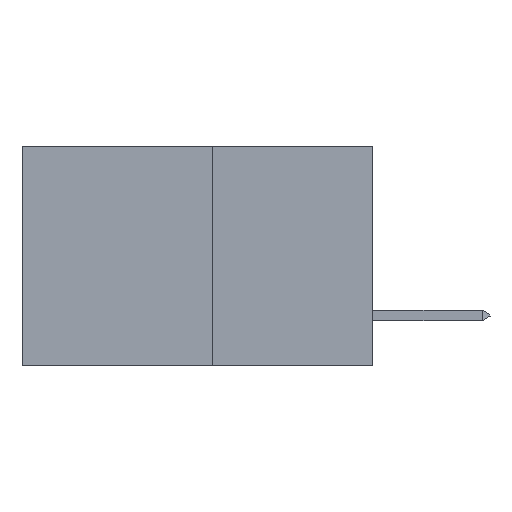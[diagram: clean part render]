
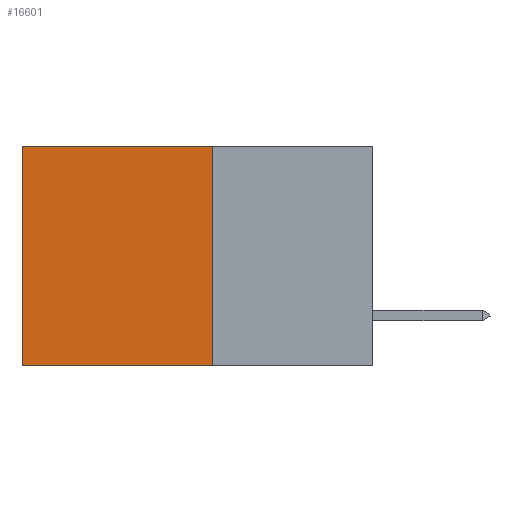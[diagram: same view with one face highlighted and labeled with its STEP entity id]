
A CAD part, left-side view. The second image highlights one B-rep face of the part: STEP entity #16601.
In plain terms, the highlighted planar face has unit normal (-1, 0, 0).
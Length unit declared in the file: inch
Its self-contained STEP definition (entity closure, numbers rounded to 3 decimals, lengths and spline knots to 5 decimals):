
#136 = VERTEX_POINT ( 'NONE', #29558 ) ;
#1788 = VECTOR ( 'NONE', #3182, 39.37008 ) ;
#2129 = VERTEX_POINT ( 'NONE', #19500 ) ;
#2801 = VECTOR ( 'NONE', #8835, 39.37008 ) ;
#3182 = DIRECTION ( 'NONE',  ( 0., 0., -1. ) ) ;
#3310 = LINE ( 'NONE', #6855, #15748 ) ;
#5532 = LINE ( 'NONE', #12867, #17900 ) ;
#6678 = CARTESIAN_POINT ( 'NONE',  ( 0.277, 0.27, -0.37 ) ) ;
#6855 = CARTESIAN_POINT ( 'NONE',  ( 0.277, 0.27, -0.37 ) ) ;
#7644 = CARTESIAN_POINT ( 'NONE',  ( 0.277, 0.27, -0.37 ) ) ;
#8403 = LINE ( 'NONE', #7644, #1788 ) ;
#8828 = AXIS2_PLACEMENT_3D ( 'NONE', #6678, #11677, #29013 ) ;
#8835 = DIRECTION ( 'NONE',  ( 0., 0., -1. ) ) ;
#8851 = ORIENTED_EDGE ( 'NONE', *, *, #11425, .T. ) ;
#9360 = DIRECTION ( 'NONE',  ( 0., 1., 0. ) ) ;
#11425 = EDGE_CURVE ( 'NONE', #14645, #136, #5532, .T. ) ;
#11564 = PLANE ( 'NONE',  #8828 ) ;
#11677 = DIRECTION ( 'NONE',  ( 1., 0., 0. ) ) ;
#12394 = ORIENTED_EDGE ( 'NONE', *, *, #30209, .F. ) ;
#12666 = FACE_OUTER_BOUND ( 'NONE', #13001, .T. ) ;
#12867 = CARTESIAN_POINT ( 'NONE',  ( 0.277, 0.27, 0. ) ) ;
#13001 = EDGE_LOOP ( 'NONE', ( #16749, #12394, #19004, #8851 ) ) ;
#14436 = VERTEX_POINT ( 'NONE', #31817 ) ;
#14645 = VERTEX_POINT ( 'NONE', #15472 ) ;
#15342 = DIRECTION ( 'NONE',  ( 0., 1., 0. ) ) ;
#15472 = CARTESIAN_POINT ( 'NONE',  ( 0.277, 0.27, 0. ) ) ;
#15748 = VECTOR ( 'NONE', #9360, 39.37008 ) ;
#16017 = LINE ( 'NONE', #21202, #2801 ) ;
#16601 = ADVANCED_FACE ( 'NONE', ( #12666 ), #11564, .F. ) ;
#16749 = ORIENTED_EDGE ( 'NONE', *, *, #21149, .T. ) ;
#17900 = VECTOR ( 'NONE', #15342, 39.37008 ) ;
#18176 = EDGE_CURVE ( 'NONE', #14645, #14436, #8403, .T. ) ;
#19004 = ORIENTED_EDGE ( 'NONE', *, *, #18176, .F. ) ;
#19500 = CARTESIAN_POINT ( 'NONE',  ( 0.277, 0.59, -0.37 ) ) ;
#21149 = EDGE_CURVE ( 'NONE', #136, #2129, #16017, .T. ) ;
#21202 = CARTESIAN_POINT ( 'NONE',  ( 0.277, 0.59, -0.37 ) ) ;
#29013 = DIRECTION ( 'NONE',  ( 0., 0., -1. ) ) ;
#29558 = CARTESIAN_POINT ( 'NONE',  ( 0.277, 0.59, 0. ) ) ;
#30209 = EDGE_CURVE ( 'NONE', #14436, #2129, #3310, .T. ) ;
#31817 = CARTESIAN_POINT ( 'NONE',  ( 0.277, 0.27, -0.37 ) ) ;
